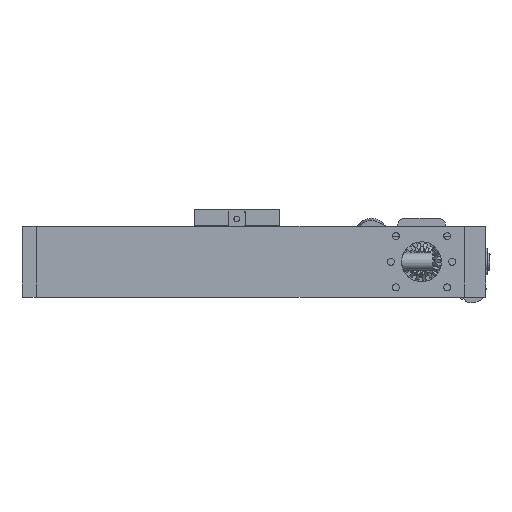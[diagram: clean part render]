
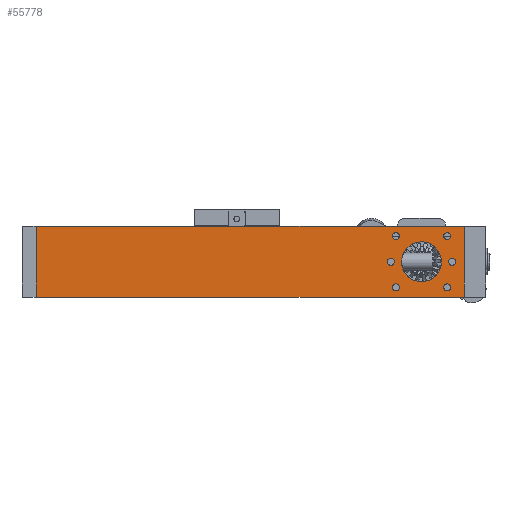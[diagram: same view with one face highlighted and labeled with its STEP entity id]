
A CAD part, left-side view. The second image highlights one B-rep face of the part: STEP entity #55778.
In plain terms, the highlighted planar face has unit normal (-1, 0, 0).
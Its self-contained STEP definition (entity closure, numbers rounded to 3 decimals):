
#390=LINE('',#73865,#4296);
#391=LINE('',#73867,#4297);
#392=LINE('',#73869,#4298);
#393=LINE('',#73871,#4299);
#4296=VECTOR('',#62387,1000.);
#4297=VECTOR('',#62390,1000.);
#4298=VECTOR('',#62391,1000.);
#4299=VECTOR('',#62392,1000.);
#8816=PLANE('',#58306);
#10838=ORIENTED_EDGE('',*,*,#22401,.T.);
#10839=ORIENTED_EDGE('',*,*,#22400,.T.);
#10840=ORIENTED_EDGE('',*,*,#22399,.T.);
#10841=ORIENTED_EDGE('',*,*,#22406,.T.);
#10842=ORIENTED_EDGE('',*,*,#22403,.T.);
#10843=ORIENTED_EDGE('',*,*,#22398,.T.);
#10844=ORIENTED_EDGE('',*,*,#22389,.T.);
#10845=ORIENTED_EDGE('',*,*,#22563,.T.);
#10846=ORIENTED_EDGE('',*,*,#22564,.T.);
#10847=ORIENTED_EDGE('',*,*,#22565,.F.);
#10848=ORIENTED_EDGE('',*,*,#22562,.T.);
#22389=EDGE_CURVE('',#28310,#28310,#32288,.T.);
#22398=EDGE_CURVE('',#28319,#28319,#32293,.T.);
#22399=EDGE_CURVE('',#28320,#28320,#32294,.T.);
#22400=EDGE_CURVE('',#28321,#28321,#32295,.T.);
#22401=EDGE_CURVE('',#28322,#28322,#32296,.T.);
#22403=EDGE_CURVE('',#28323,#28323,#32297,.T.);
#22406=EDGE_CURVE('',#28324,#28324,#32298,.T.);
#22562=EDGE_CURVE('',#28430,#28431,#390,.T.);
#22563=EDGE_CURVE('',#28431,#28432,#391,.T.);
#22564=EDGE_CURVE('',#28432,#28433,#392,.F.);
#22565=EDGE_CURVE('',#28430,#28433,#393,.T.);
#28310=VERTEX_POINT('',#73493);
#28319=VERTEX_POINT('',#73512);
#28320=VERTEX_POINT('',#73515);
#28321=VERTEX_POINT('',#73518);
#28322=VERTEX_POINT('',#73521);
#28323=VERTEX_POINT('',#73526);
#28324=VERTEX_POINT('',#73532);
#28430=VERTEX_POINT('',#73862);
#28431=VERTEX_POINT('',#73864);
#28432=VERTEX_POINT('',#73868);
#28433=VERTEX_POINT('',#73870);
#32288=CIRCLE('',#58207,14.);
#32293=CIRCLE('',#58213,2.459);
#32294=CIRCLE('',#58215,2.459);
#32295=CIRCLE('',#58217,2.5);
#32296=CIRCLE('',#58219,2.5);
#32297=CIRCLE('',#58223,2.459);
#32298=CIRCLE('',#58228,2.459);
#33684=EDGE_LOOP('',(#10838));
#33685=EDGE_LOOP('',(#10839));
#33686=EDGE_LOOP('',(#10840));
#33687=EDGE_LOOP('',(#10841));
#33688=EDGE_LOOP('',(#10842));
#33689=EDGE_LOOP('',(#10843));
#33690=EDGE_LOOP('',(#10844));
#33691=EDGE_LOOP('',(#10845,#10846,#10847,#10848));
#36704=FACE_BOUND('',#33684,.T.);
#36705=FACE_BOUND('',#33685,.T.);
#36706=FACE_BOUND('',#33686,.T.);
#36707=FACE_BOUND('',#33687,.T.);
#36708=FACE_BOUND('',#33688,.T.);
#36709=FACE_BOUND('',#33689,.T.);
#36710=FACE_BOUND('',#33690,.T.);
#36711=FACE_BOUND('',#33691,.T.);
#55778=ADVANCED_FACE('',(#36704,#36705,#36706,#36707,#36708,#36709,#36710,
#36711),#8816,.F.);
#58207=AXIS2_PLACEMENT_3D('',#73492,#62054,#62055);
#58213=AXIS2_PLACEMENT_3D('',#73511,#62070,#62071);
#58215=AXIS2_PLACEMENT_3D('',#73514,#62074,#62075);
#58217=AXIS2_PLACEMENT_3D('',#73517,#62078,#62079);
#58219=AXIS2_PLACEMENT_3D('',#73520,#62082,#62083);
#58223=AXIS2_PLACEMENT_3D('',#73525,#62090,#62091);
#58228=AXIS2_PLACEMENT_3D('',#73531,#62100,#62101);
#58306=AXIS2_PLACEMENT_3D('',#73866,#62388,#62389);
#62054=DIRECTION('',(1.,0.,0.));
#62055=DIRECTION('',(0.,0.,-1.));
#62070=DIRECTION('',(1.,0.,0.));
#62071=DIRECTION('',(0.,0.,1.));
#62074=DIRECTION('',(1.,0.,0.));
#62075=DIRECTION('',(0.,0.,-1.));
#62078=DIRECTION('',(1.,0.,0.));
#62079=DIRECTION('',(0.,0.,-1.));
#62082=DIRECTION('',(1.,0.,0.));
#62083=DIRECTION('',(0.,0.,-1.));
#62090=DIRECTION('',(1.,0.,0.));
#62091=DIRECTION('',(0.,0.,1.));
#62100=DIRECTION('',(1.,0.,0.));
#62101=DIRECTION('',(0.,0.,1.));
#62387=DIRECTION('',(0.,-1.,0.));
#62388=DIRECTION('',(1.,0.,0.));
#62389=DIRECTION('',(0.,0.,-1.));
#62390=DIRECTION('',(0.,0.,1.));
#62391=DIRECTION('',(0.,-1.,0.));
#62392=DIRECTION('',(0.,0.,1.));
#73492=CARTESIAN_POINT('',(-25.,-20.,0.));
#73493=CARTESIAN_POINT('',(-25.,-20.,-14.));
#73511=CARTESIAN_POINT('',(-25.,-2.,18.));
#73512=CARTESIAN_POINT('',(-25.,-2.,20.459));
#73514=CARTESIAN_POINT('',(-25.,-2.,-18.));
#73515=CARTESIAN_POINT('',(-25.,-2.,-20.459));
#73517=CARTESIAN_POINT('',(-25.,1.5,0.));
#73518=CARTESIAN_POINT('',(-25.,1.5,-2.5));
#73520=CARTESIAN_POINT('',(-25.,-41.5,0.));
#73521=CARTESIAN_POINT('',(-25.,-41.5,-2.5));
#73525=CARTESIAN_POINT('',(-25.,-38.,18.));
#73526=CARTESIAN_POINT('',(-25.,-38.,20.459));
#73531=CARTESIAN_POINT('',(-25.,-38.,-18.));
#73532=CARTESIAN_POINT('',(-25.,-38.,-15.542));
#73862=CARTESIAN_POINT('',(-25.,250.,-24.8));
#73864=CARTESIAN_POINT('',(-25.,-50.,-24.8));
#73865=CARTESIAN_POINT('',(-25.,100.,-24.8));
#73866=CARTESIAN_POINT('',(-25.,100.,-25.));
#73867=CARTESIAN_POINT('',(-25.,-50.,-25.));
#73868=CARTESIAN_POINT('',(-25.,-50.,24.8));
#73869=CARTESIAN_POINT('',(-25.,100.,24.8));
#73870=CARTESIAN_POINT('',(-25.,250.,24.8));
#73871=CARTESIAN_POINT('',(-25.,250.,-25.));
